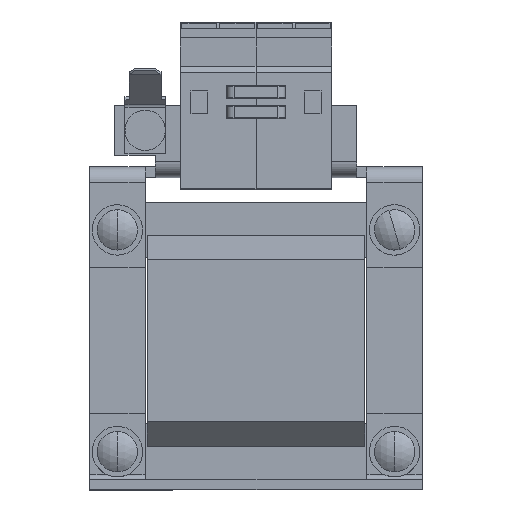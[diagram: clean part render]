
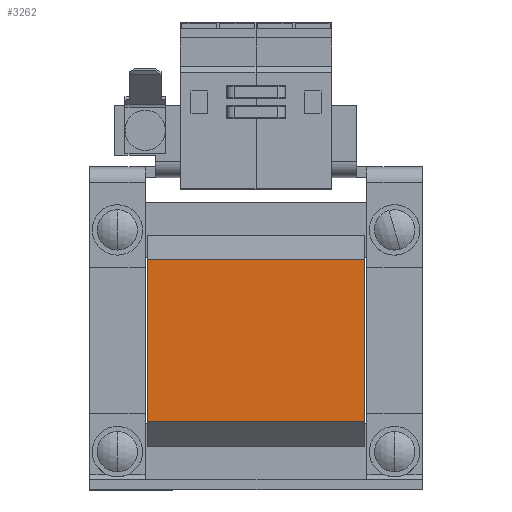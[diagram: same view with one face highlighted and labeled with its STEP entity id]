
A CAD part, top view. The second image highlights one B-rep face of the part: STEP entity #3262.
In plain terms, the highlighted planar face has unit normal (0, 0, 1).
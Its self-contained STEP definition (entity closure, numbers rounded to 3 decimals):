
#186 = ORIENTED_EDGE ( 'NONE', *, *, #7383, .T. ) ;
#846 = EDGE_CURVE ( 'NONE', #2855, #8360, #8029, .T. ) ;
#1598 = VERTEX_POINT ( 'NONE', #13062 ) ;
#1845 = VECTOR ( 'NONE', #2373, 1000. ) ;
#2167 = CARTESIAN_POINT ( 'NONE',  ( -21.625, 16.1, 30.2 ) ) ;
#2299 = CARTESIAN_POINT ( 'NONE',  ( 21.625, -16.1, 30.2 ) ) ;
#2373 = DIRECTION ( 'NONE',  ( 0., -1., 0. ) ) ;
#2381 = FACE_OUTER_BOUND ( 'NONE', #7289, .T. ) ;
#2855 = VERTEX_POINT ( 'NONE', #14619 ) ;
#3262 = ADVANCED_FACE ( 'NONE', ( #2381 ), #6103, .F. ) ;
#3406 = VECTOR ( 'NONE', #10286, 1000. ) ;
#3415 = AXIS2_PLACEMENT_3D ( 'NONE', #6212, #14192, #12804 ) ;
#4351 = ORIENTED_EDGE ( 'NONE', *, *, #10786, .F. ) ;
#4567 = EDGE_CURVE ( 'NONE', #2855, #16828, #8512, .T. ) ;
#4898 = VECTOR ( 'NONE', #15580, 1000. ) ;
#6103 = PLANE ( 'NONE',  #3415 ) ;
#6212 = CARTESIAN_POINT ( 'NONE',  ( 21.625, 16.1, 30.2 ) ) ;
#7261 = LINE ( 'NONE', #2299, #3406 ) ;
#7289 = EDGE_LOOP ( 'NONE', ( #186, #4351, #13549, #8289 ) ) ;
#7383 = EDGE_CURVE ( 'NONE', #16828, #1598, #11858, .T. ) ;
#8029 = LINE ( 'NONE', #13173, #1845 ) ;
#8289 = ORIENTED_EDGE ( 'NONE', *, *, #4567, .T. ) ;
#8360 = VERTEX_POINT ( 'NONE', #9004 ) ;
#8512 = LINE ( 'NONE', #9995, #4898 ) ;
#9004 = CARTESIAN_POINT ( 'NONE',  ( 21.625, -16.1, 30.2 ) ) ;
#9995 = CARTESIAN_POINT ( 'NONE',  ( 21.625, 16.1, 30.2 ) ) ;
#10286 = DIRECTION ( 'NONE',  ( -1., 0., 0. ) ) ;
#10786 = EDGE_CURVE ( 'NONE', #8360, #1598, #7261, .T. ) ;
#11412 = CARTESIAN_POINT ( 'NONE',  ( -21.625, 16.1, 30.2 ) ) ;
#11858 = LINE ( 'NONE', #2167, #14035 ) ;
#12804 = DIRECTION ( 'NONE',  ( -1., 0., 0. ) ) ;
#13062 = CARTESIAN_POINT ( 'NONE',  ( -21.625, -16.1, 30.2 ) ) ;
#13173 = CARTESIAN_POINT ( 'NONE',  ( 21.625, 16.1, 30.2 ) ) ;
#13549 = ORIENTED_EDGE ( 'NONE', *, *, #846, .F. ) ;
#14035 = VECTOR ( 'NONE', #17363, 1000. ) ;
#14192 = DIRECTION ( 'NONE',  ( 0., 0., -1. ) ) ;
#14619 = CARTESIAN_POINT ( 'NONE',  ( 21.625, 16.1, 30.2 ) ) ;
#15580 = DIRECTION ( 'NONE',  ( -1., 0., 0. ) ) ;
#16828 = VERTEX_POINT ( 'NONE', #11412 ) ;
#17363 = DIRECTION ( 'NONE',  ( 0., -1., 0. ) ) ;
